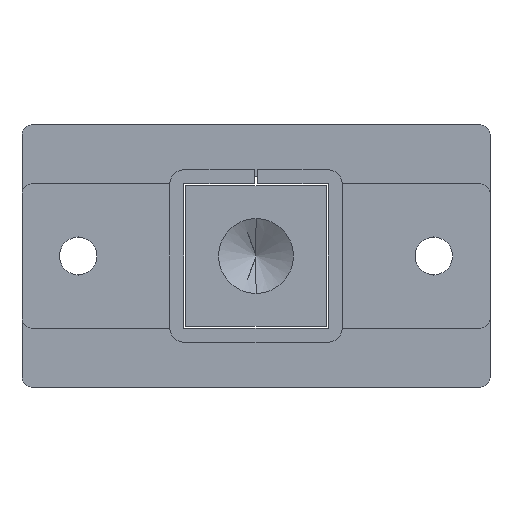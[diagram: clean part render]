
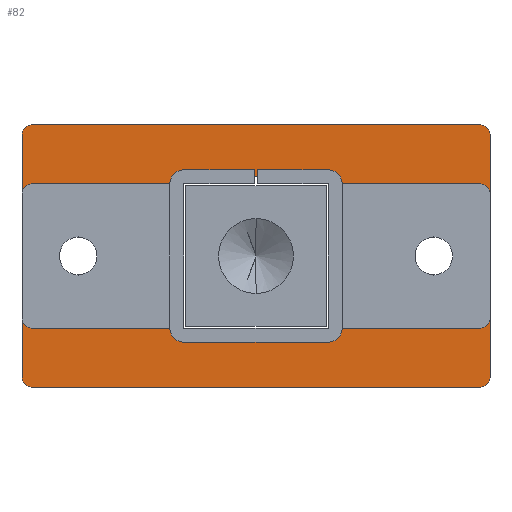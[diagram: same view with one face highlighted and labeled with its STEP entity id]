
A CAD part, front view. The second image highlights one B-rep face of the part: STEP entity #82.
In plain terms, the highlighted planar face has unit normal (0, -1, 0).
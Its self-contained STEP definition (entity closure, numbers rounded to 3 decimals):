
#44 = EDGE_CURVE ( 'NONE', #860, #859, #703, .T. ) ;
#48 = EDGE_CURVE ( 'NONE', #864, #863, #707, .T. ) ;
#79 = EDGE_CURVE ( 'NONE', #885, #886, #714, .T. ) ;
#82 = ADVANCED_FACE ( 'NONE', ( #299, #297, #293, #253 ), #1543, .T. ) ;
#92 = EDGE_CURVE ( 'NONE', #890, #889, #712, .T. ) ;
#116 = EDGE_CURVE ( 'NONE', #859, #860, #726, .T. ) ;
#117 = EDGE_CURVE ( 'NONE', #863, #864, #727, .T. ) ;
#119 = EDGE_CURVE ( 'NONE', #887, #885, #1664, .T. ) ;
#120 = EDGE_CURVE ( 'NONE', #891, #890, #1668, .T. ) ;
#121 = EDGE_CURVE ( 'NONE', #889, #888, #1671, .T. ) ;
#128 = EDGE_CURVE ( 'NONE', #888, #887, #729, .T. ) ;
#154 = EDGE_CURVE ( 'NONE', #892, #891, #728, .T. ) ;
#155 = EDGE_CURVE ( 'NONE', #895, #896, #1708, .T. ) ;
#156 = EDGE_CURVE ( 'NONE', #886, #892, #1711, .T. ) ;
#162 = EDGE_CURVE ( 'NONE', #896, #893, #1729, .T. ) ;
#168 = EDGE_CURVE ( 'NONE', #894, #895, #1747, .T. ) ;
#169 = EDGE_CURVE ( 'NONE', #893, #894, #1750, .T. ) ;
#240 = AXIS2_PLACEMENT_3D ( 'NONE', #1421, #1422, #1423 ) ;
#246 = AXIS2_PLACEMENT_3D ( 'NONE', #1433, #1434, #1435 ) ;
#253 = FACE_BOUND ( 'NONE', #424, .T. ) ;
#293 = FACE_OUTER_BOUND ( 'NONE', #428, .T. ) ;
#294 = AXIS2_PLACEMENT_3D ( 'NONE', #1533, #1534, #1535 ) ;
#297 = FACE_BOUND ( 'NONE', #438, .T. ) ;
#299 = FACE_BOUND ( 'NONE', #423, .T. ) ;
#300 = AXIS2_PLACEMENT_3D ( 'NONE', #1544, #1545, #1546 ) ;
#423 = EDGE_LOOP ( 'NONE', ( #988, #989 ) ) ;
#424 = EDGE_LOOP ( 'NONE', ( #1000, #1002, #1001, #1003 ) ) ;
#428 = EDGE_LOOP ( 'NONE', ( #992, #994, #993, #995, #996, #997, #998, #999 ) ) ;
#438 = EDGE_LOOP ( 'NONE', ( #991, #990 ) ) ;
#703 = CIRCLE ( 'NONE', #240, 2.8 ) ;
#707 = CIRCLE ( 'NONE', #246, 2.8 ) ;
#712 = CIRCLE ( 'NONE', #2025, 1. ) ;
#714 = CIRCLE ( 'NONE', #294, 1. ) ;
#726 = CIRCLE ( 'NONE', #2062, 2.8 ) ;
#727 = CIRCLE ( 'NONE', #2060, 2.8 ) ;
#728 = CIRCLE ( 'NONE', #2080, 1. ) ;
#729 = CIRCLE ( 'NONE', #2086, 1. ) ;
#859 = VERTEX_POINT ( 'NONE', #2656 ) ;
#860 = VERTEX_POINT ( 'NONE', #2657 ) ;
#863 = VERTEX_POINT ( 'NONE', #2660 ) ;
#864 = VERTEX_POINT ( 'NONE', #2661 ) ;
#885 = VERTEX_POINT ( 'NONE', #2682 ) ;
#886 = VERTEX_POINT ( 'NONE', #2683 ) ;
#887 = VERTEX_POINT ( 'NONE', #2684 ) ;
#888 = VERTEX_POINT ( 'NONE', #2685 ) ;
#889 = VERTEX_POINT ( 'NONE', #2686 ) ;
#890 = VERTEX_POINT ( 'NONE', #2687 ) ;
#891 = VERTEX_POINT ( 'NONE', #2688 ) ;
#892 = VERTEX_POINT ( 'NONE', #2689 ) ;
#893 = VERTEX_POINT ( 'NONE', #2690 ) ;
#894 = VERTEX_POINT ( 'NONE', #2691 ) ;
#895 = VERTEX_POINT ( 'NONE', #2692 ) ;
#896 = VERTEX_POINT ( 'NONE', #2693 ) ;
#988 = ORIENTED_EDGE ( 'NONE', *, *, #48, .T. ) ;
#989 = ORIENTED_EDGE ( 'NONE', *, *, #117, .T. ) ;
#990 = ORIENTED_EDGE ( 'NONE', *, *, #116, .T. ) ;
#991 = ORIENTED_EDGE ( 'NONE', *, *, #44, .T. ) ;
#992 = ORIENTED_EDGE ( 'NONE', *, *, #79, .F. ) ;
#993 = ORIENTED_EDGE ( 'NONE', *, *, #128, .F. ) ;
#994 = ORIENTED_EDGE ( 'NONE', *, *, #119, .F. ) ;
#995 = ORIENTED_EDGE ( 'NONE', *, *, #121, .F. ) ;
#996 = ORIENTED_EDGE ( 'NONE', *, *, #92, .F. ) ;
#997 = ORIENTED_EDGE ( 'NONE', *, *, #120, .F. ) ;
#998 = ORIENTED_EDGE ( 'NONE', *, *, #154, .F. ) ;
#999 = ORIENTED_EDGE ( 'NONE', *, *, #156, .F. ) ;
#1000 = ORIENTED_EDGE ( 'NONE', *, *, #169, .T. ) ;
#1001 = ORIENTED_EDGE ( 'NONE', *, *, #155, .T. ) ;
#1002 = ORIENTED_EDGE ( 'NONE', *, *, #168, .T. ) ;
#1003 = ORIENTED_EDGE ( 'NONE', *, *, #162, .T. ) ;
#1421 = CARTESIAN_POINT ( 'NONE',  ( 19., 0., 0. ) ) ;
#1422 = DIRECTION ( 'NONE',  ( 0., 1., 0. ) ) ;
#1423 = DIRECTION ( 'NONE',  ( 0., 0., -1. ) ) ;
#1433 = CARTESIAN_POINT ( 'NONE',  ( -19., 0., 0. ) ) ;
#1434 = DIRECTION ( 'NONE',  ( 0., 1., 0. ) ) ;
#1435 = DIRECTION ( 'NONE',  ( 0., 0., -1. ) ) ;
#1533 = CARTESIAN_POINT ( 'NONE',  ( 24., 0., -13. ) ) ;
#1534 = DIRECTION ( 'NONE',  ( 0., 1., 0. ) ) ;
#1535 = DIRECTION ( 'NONE',  ( 0., 0., -1. ) ) ;
#1543 = PLANE ( 'NONE',  #300 ) ;
#1544 = CARTESIAN_POINT ( 'NONE',  ( 24., 0., -13. ) ) ;
#1545 = DIRECTION ( 'NONE',  ( 0., -1., 0. ) ) ;
#1546 = DIRECTION ( 'NONE',  ( 0., 0., -1. ) ) ;
#1577 = CARTESIAN_POINT ( 'NONE',  ( -24., 0., 13. ) ) ;
#1578 = DIRECTION ( 'NONE',  ( 0., 1., 0. ) ) ;
#1579 = DIRECTION ( 'NONE',  ( 0., 0., -1. ) ) ;
#1655 = CARTESIAN_POINT ( 'NONE',  ( 19., 0., 0. ) ) ;
#1656 = DIRECTION ( 'NONE',  ( 0., 1., 0. ) ) ;
#1657 = DIRECTION ( 'NONE',  ( 0., 0., -1. ) ) ;
#1658 = CARTESIAN_POINT ( 'NONE',  ( -19., 0., 0. ) ) ;
#1659 = DIRECTION ( 'NONE',  ( 0., 1., 0. ) ) ;
#1660 = DIRECTION ( 'NONE',  ( 0., 0., -1. ) ) ;
#1664 = LINE ( 'NONE', #1665, #2068 ) ;
#1665 = CARTESIAN_POINT ( 'NONE',  ( 25., 0., 13. ) ) ;
#1666 = DIRECTION ( 'NONE',  ( 0., 0., -1. ) ) ;
#1668 = LINE ( 'NONE', #1669, #2069 ) ;
#1669 = CARTESIAN_POINT ( 'NONE',  ( -25., 0., 13. ) ) ;
#1670 = DIRECTION ( 'NONE',  ( 0., 0., 1. ) ) ;
#1671 = LINE ( 'NONE', #1672, #2071 ) ;
#1672 = CARTESIAN_POINT ( 'NONE',  ( -24., 0., 14. ) ) ;
#1673 = DIRECTION ( 'NONE',  ( 1., 0., 0. ) ) ;
#1692 = CARTESIAN_POINT ( 'NONE',  ( 24., 0., 13. ) ) ;
#1693 = DIRECTION ( 'NONE',  ( 0., 1., 0. ) ) ;
#1694 = DIRECTION ( 'NONE',  ( 0., 0., 1. ) ) ;
#1704 = CARTESIAN_POINT ( 'NONE',  ( -24., 0., -13. ) ) ;
#1705 = DIRECTION ( 'NONE',  ( 0., 1., 0. ) ) ;
#1706 = DIRECTION ( 'NONE',  ( 0., 0., -1. ) ) ;
#1708 = LINE ( 'NONE', #1709, #2093 ) ;
#1709 = CARTESIAN_POINT ( 'NONE',  ( -8.5, 0., -8.5 ) ) ;
#1710 = DIRECTION ( 'NONE',  ( -1., 0., 0. ) ) ;
#1711 = LINE ( 'NONE', #1712, #2095 ) ;
#1712 = CARTESIAN_POINT ( 'NONE',  ( -24., 0., -14. ) ) ;
#1713 = DIRECTION ( 'NONE',  ( -1., 0., 0. ) ) ;
#1729 = LINE ( 'NONE', #1730, #2100 ) ;
#1730 = CARTESIAN_POINT ( 'NONE',  ( -8.5, 0., 8.5 ) ) ;
#1731 = DIRECTION ( 'NONE',  ( 0., 0., 1. ) ) ;
#1747 = LINE ( 'NONE', #1748, #2106 ) ;
#1748 = CARTESIAN_POINT ( 'NONE',  ( 8.5, 0., 8.5 ) ) ;
#1749 = DIRECTION ( 'NONE',  ( 0., 0., -1. ) ) ;
#1750 = LINE ( 'NONE', #1751, #2107 ) ;
#1751 = CARTESIAN_POINT ( 'NONE',  ( -8.5, 0., 8.5 ) ) ;
#1752 = DIRECTION ( 'NONE',  ( 1., 0., 0. ) ) ;
#2025 = AXIS2_PLACEMENT_3D ( 'NONE', #1577, #1578, #1579 ) ;
#2060 = AXIS2_PLACEMENT_3D ( 'NONE', #1658, #1659, #1660 ) ;
#2062 = AXIS2_PLACEMENT_3D ( 'NONE', #1655, #1656, #1657 ) ;
#2068 = VECTOR ( 'NONE', #1666, 1000. ) ;
#2069 = VECTOR ( 'NONE', #1670, 1000. ) ;
#2071 = VECTOR ( 'NONE', #1673, 1000. ) ;
#2080 = AXIS2_PLACEMENT_3D ( 'NONE', #1704, #1705, #1706 ) ;
#2086 = AXIS2_PLACEMENT_3D ( 'NONE', #1692, #1693, #1694 ) ;
#2093 = VECTOR ( 'NONE', #1710, 1000. ) ;
#2095 = VECTOR ( 'NONE', #1713, 1000. ) ;
#2100 = VECTOR ( 'NONE', #1731, 1000. ) ;
#2106 = VECTOR ( 'NONE', #1749, 1000. ) ;
#2107 = VECTOR ( 'NONE', #1752, 1000. ) ;
#2656 = CARTESIAN_POINT ( 'NONE',  ( 19., 0., 2.8 ) ) ;
#2657 = CARTESIAN_POINT ( 'NONE',  ( 19., 0., -2.8 ) ) ;
#2660 = CARTESIAN_POINT ( 'NONE',  ( -19., 0., 2.8 ) ) ;
#2661 = CARTESIAN_POINT ( 'NONE',  ( -19., 0., -2.8 ) ) ;
#2682 = CARTESIAN_POINT ( 'NONE',  ( 25., 0., -13. ) ) ;
#2683 = CARTESIAN_POINT ( 'NONE',  ( 24., 0., -14. ) ) ;
#2684 = CARTESIAN_POINT ( 'NONE',  ( 25., 0., 13. ) ) ;
#2685 = CARTESIAN_POINT ( 'NONE',  ( 24., 0., 14. ) ) ;
#2686 = CARTESIAN_POINT ( 'NONE',  ( -24., 0., 14. ) ) ;
#2687 = CARTESIAN_POINT ( 'NONE',  ( -25., 0., 13. ) ) ;
#2688 = CARTESIAN_POINT ( 'NONE',  ( -25., 0., -13. ) ) ;
#2689 = CARTESIAN_POINT ( 'NONE',  ( -24., 0., -14. ) ) ;
#2690 = CARTESIAN_POINT ( 'NONE',  ( -8.5, 0., 8.5 ) ) ;
#2691 = CARTESIAN_POINT ( 'NONE',  ( 8.5, 0., 8.5 ) ) ;
#2692 = CARTESIAN_POINT ( 'NONE',  ( 8.5, 0., -8.5 ) ) ;
#2693 = CARTESIAN_POINT ( 'NONE',  ( -8.5, 0., -8.5 ) ) ;
